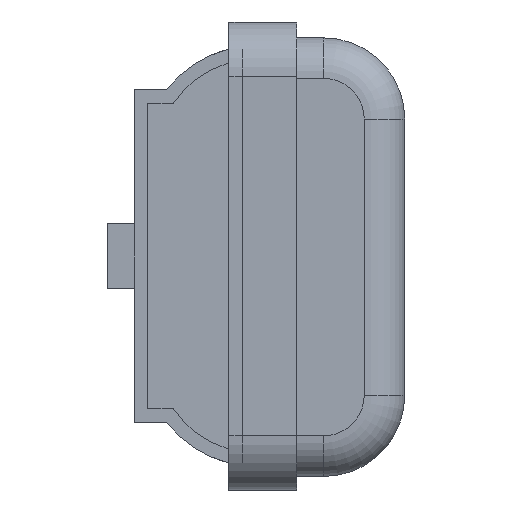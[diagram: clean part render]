
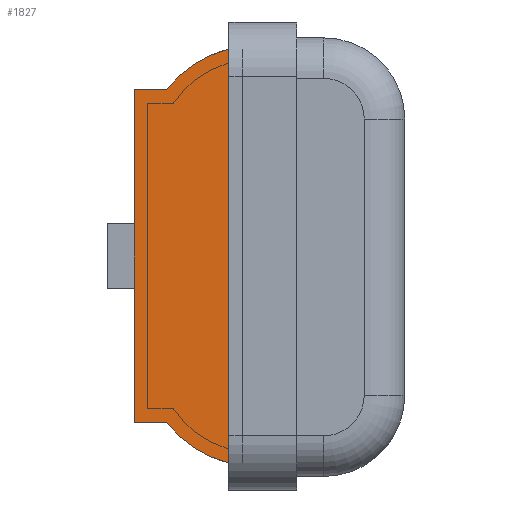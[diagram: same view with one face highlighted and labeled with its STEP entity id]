
A CAD part, left-side view. The second image highlights one B-rep face of the part: STEP entity #1827.
In plain terms, the highlighted planar face has unit normal (-1, 0, 0).
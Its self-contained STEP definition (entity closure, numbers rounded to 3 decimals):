
#110 = VERTEX_POINT ( 'NONE', #3154 ) ;
#119 = VERTEX_POINT ( 'NONE', #3399 ) ;
#135 = EDGE_CURVE ( 'NONE', #110, #3657, #2946, .T. ) ;
#198 = CIRCLE ( 'NONE', #2280, 42.078 ) ;
#340 = CARTESIAN_POINT ( 'NONE',  ( -51.835, 25., -136.759 ) ) ;
#348 = DIRECTION ( 'NONE',  ( -1., 0., 0. ) ) ;
#453 = ORIENTED_EDGE ( 'NONE', *, *, #735, .T. ) ;
#682 = AXIS2_PLACEMENT_3D ( 'NONE', #340, #4136, #2092 ) ;
#735 = EDGE_CURVE ( 'NONE', #110, #4267, #2428, .T. ) ;
#744 = ORIENTED_EDGE ( 'NONE', *, *, #135, .F. ) ;
#755 = ORIENTED_EDGE ( 'NONE', *, *, #892, .T. ) ;
#854 = DIRECTION ( 'NONE',  ( 0., 1., 0. ) ) ;
#892 = EDGE_CURVE ( 'NONE', #4267, #119, #198, .T. ) ;
#1029 = VERTEX_POINT ( 'NONE', #1092 ) ;
#1092 = CARTESIAN_POINT ( 'NONE',  ( -51.835, 60., 1.241 ) ) ;
#1146 = DIRECTION ( 'NONE',  ( 0., 1., 0. ) ) ;
#1157 = VECTOR ( 'NONE', #1146, 1000. ) ;
#1158 = ORIENTED_EDGE ( 'NONE', *, *, #4232, .F. ) ;
#1545 = CARTESIAN_POINT ( 'NONE',  ( -51.835, 60., -136.759 ) ) ;
#1583 = DIRECTION ( 'NONE',  ( 0., 0., 1. ) ) ;
#1632 = VECTOR ( 'NONE', #3981, 1000. ) ;
#1709 = DIRECTION ( 'NONE',  ( 0., 0., 1. ) ) ;
#1722 = DIRECTION ( 'NONE',  ( 1., 0., 0. ) ) ;
#1727 = PLANE ( 'NONE',  #682 ) ;
#1827 = ADVANCED_FACE ( 'NONE', ( #3141 ), #1727, .T. ) ;
#1959 = CARTESIAN_POINT ( 'NONE',  ( -51.835, 60., -121.759 ) ) ;
#1969 = EDGE_CURVE ( 'NONE', #119, #1029, #2079, .T. ) ;
#1993 = CARTESIAN_POINT ( 'NONE',  ( -51.835, 14.964, -95.895 ) ) ;
#2009 = ORIENTED_EDGE ( 'NONE', *, *, #1969, .T. ) ;
#2079 = LINE ( 'NONE', #2896, #1157 ) ;
#2092 = DIRECTION ( 'NONE',  ( 0., 0., 1. ) ) ;
#2108 = EDGE_CURVE ( 'NONE', #4287, #1029, #4270, .T. ) ;
#2279 = CARTESIAN_POINT ( 'NONE',  ( -51.835, 25., 16.241 ) ) ;
#2280 = AXIS2_PLACEMENT_3D ( 'NONE', #2424, #348, #2785 ) ;
#2322 = VECTOR ( 'NONE', #1583, 1000. ) ;
#2424 = CARTESIAN_POINT ( 'NONE',  ( -51.835, 14.964, -24.623 ) ) ;
#2428 = LINE ( 'NONE', #4338, #2322 ) ;
#2513 = VECTOR ( 'NONE', #854, 1000. ) ;
#2785 = DIRECTION ( 'NONE',  ( 0., 0., 1. ) ) ;
#2887 = ORIENTED_EDGE ( 'NONE', *, *, #2108, .F. ) ;
#2896 = CARTESIAN_POINT ( 'NONE',  ( -51.835, 25., 1.241 ) ) ;
#2946 = CIRCLE ( 'NONE', #3784, 42.078 ) ;
#3066 = EDGE_LOOP ( 'NONE', ( #1158, #744, #453, #755, #2009, #2887 ) ) ;
#3141 = FACE_OUTER_BOUND ( 'NONE', #3066, .T. ) ;
#3154 = CARTESIAN_POINT ( 'NONE',  ( -51.835, 25., -136.759 ) ) ;
#3399 = CARTESIAN_POINT ( 'NONE',  ( -51.835, 48.155, 1.241 ) ) ;
#3598 = CARTESIAN_POINT ( 'NONE',  ( -51.835, 48.155, -121.759 ) ) ;
#3657 = VERTEX_POINT ( 'NONE', #3598 ) ;
#3784 = AXIS2_PLACEMENT_3D ( 'NONE', #1993, #1722, #1709 ) ;
#3959 = CARTESIAN_POINT ( 'NONE',  ( -51.835, 25., -121.759 ) ) ;
#3981 = DIRECTION ( 'NONE',  ( 0., 0., 1. ) ) ;
#4136 = DIRECTION ( 'NONE',  ( -1., 0., 0. ) ) ;
#4232 = EDGE_CURVE ( 'NONE', #3657, #4287, #4319, .T. ) ;
#4267 = VERTEX_POINT ( 'NONE', #2279 ) ;
#4270 = LINE ( 'NONE', #1545, #1632 ) ;
#4287 = VERTEX_POINT ( 'NONE', #1959 ) ;
#4319 = LINE ( 'NONE', #3959, #2513 ) ;
#4338 = CARTESIAN_POINT ( 'NONE',  ( -51.835, 25., -136.759 ) ) ;
